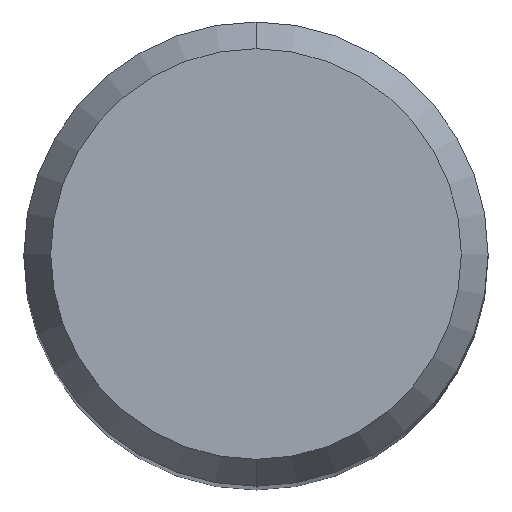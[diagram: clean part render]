
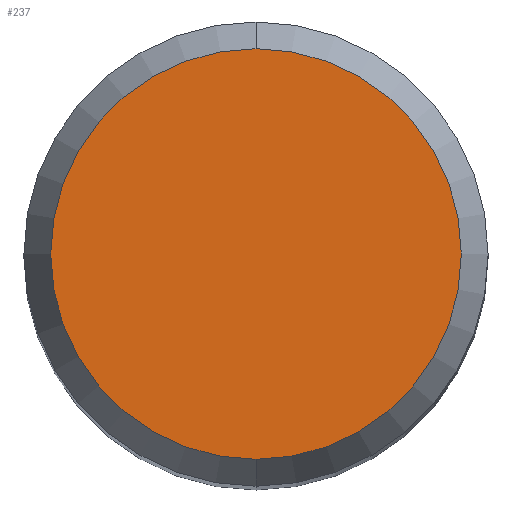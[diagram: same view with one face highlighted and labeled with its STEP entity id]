
A CAD part, top view. The second image highlights one B-rep face of the part: STEP entity #237.
In plain terms, the highlighted planar face has unit normal (0, 0, 1).
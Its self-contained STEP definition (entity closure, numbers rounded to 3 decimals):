
#189=EDGE_CURVE('',#421,#313,#481,.T.);
#237=ADVANCED_FACE('',(#532),#533,.T.);
#313=VERTEX_POINT('',#616);
#397=EDGE_CURVE('',#313,#421,#708,.T.);
#421=VERTEX_POINT('',#737);
#481=CIRCLE('',#842,4.423);
#532=FACE_OUTER_BOUND('',#1010,.T.);
#533=PLANE('',#1011);
#616=CARTESIAN_POINT('',(0.,-4.423,46.701));
#708=CIRCLE('',#1350,4.423);
#737=CARTESIAN_POINT('',(0.0,4.423,46.701));
#842=AXIS2_PLACEMENT_3D('',#1429,#1430,#1431);
#1010=EDGE_LOOP('',(#1478,#1479));
#1011=AXIS2_PLACEMENT_3D('',#1480,#1481,#1482);
#1350=AXIS2_PLACEMENT_3D('',#1674,#1675,#1676);
#1429=CARTESIAN_POINT('',(0.0,0.0,46.701));
#1430=DIRECTION('',(0.0,0.0,-1.0));
#1431=DIRECTION('',(0.0,1.0,0.0));
#1478=ORIENTED_EDGE('',*,*,#189,.F.);
#1479=ORIENTED_EDGE('',*,*,#397,.F.);
#1480=CARTESIAN_POINT('',(0.0,2.211,46.701));
#1481=DIRECTION('',(-0.0,0.0,1.0));
#1482=DIRECTION('',(0.0,-1.0,0.0));
#1674=CARTESIAN_POINT('',(0.0,0.0,46.701));
#1675=DIRECTION('',(0.0,0.0,-1.0));
#1676=DIRECTION('',(0.0,1.0,0.0));
